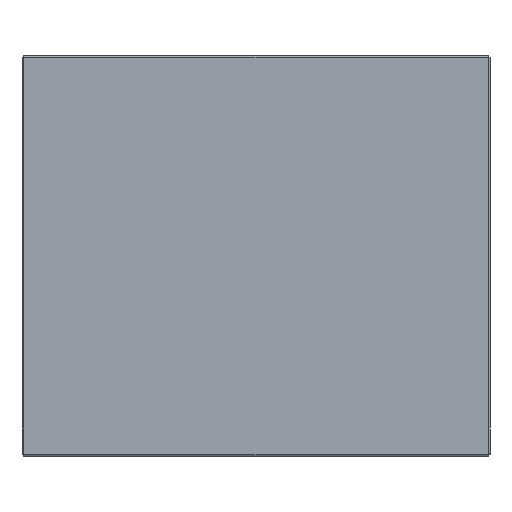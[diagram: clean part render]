
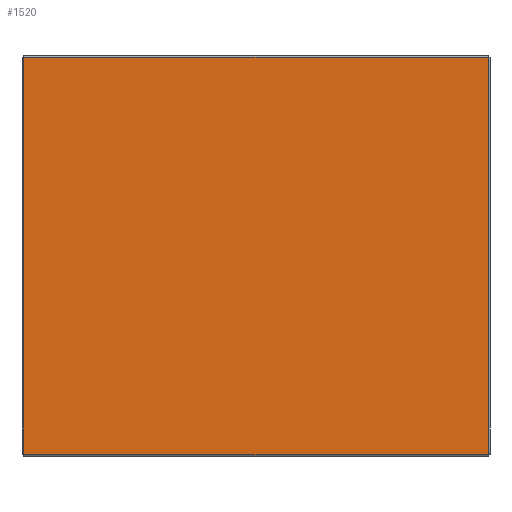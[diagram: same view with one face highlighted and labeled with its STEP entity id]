
A CAD part, top view. The second image highlights one B-rep face of the part: STEP entity #1520.
In plain terms, the highlighted planar face has unit normal (0, 0, 1).
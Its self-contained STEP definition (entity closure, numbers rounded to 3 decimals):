
#1 = CARTESIAN_POINT ( 'NONE',  ( 450., -384.5, 0. ) ) ;
#29 = FACE_OUTER_BOUND ( 'NONE', #1187, .T. ) ;
#40 = VERTEX_POINT ( 'NONE', #1519 ) ;
#132 = CARTESIAN_POINT ( 'NONE',  ( 0., 0., 0. ) ) ;
#162 = ORIENTED_EDGE ( 'NONE', *, *, #832, .F. ) ;
#163 = ORIENTED_EDGE ( 'NONE', *, *, #364, .T. ) ;
#186 = VERTEX_POINT ( 'NONE', #1 ) ;
#196 = AXIS2_PLACEMENT_3D ( 'NONE', #132, #540, #909 ) ;
#295 = ORIENTED_EDGE ( 'NONE', *, *, #1129, .F. ) ;
#318 = CARTESIAN_POINT ( 'NONE',  ( -453., 384.5, 0. ) ) ;
#364 = EDGE_CURVE ( 'NONE', #719, #40, #998, .T. ) ;
#457 = DIRECTION ( 'NONE',  ( -1., 0., 0. ) ) ;
#535 = LINE ( 'NONE', #1389, #1006 ) ;
#540 = DIRECTION ( 'NONE',  ( 0., 0., 1. ) ) ;
#639 = CARTESIAN_POINT ( 'NONE',  ( -450., -384.5, 0. ) ) ;
#650 = CARTESIAN_POINT ( 'NONE',  ( 450., 384.5, 0. ) ) ;
#660 = DIRECTION ( 'NONE',  ( 0., -1., 0. ) ) ;
#690 = ORIENTED_EDGE ( 'NONE', *, *, #1659, .T. ) ;
#719 = VERTEX_POINT ( 'NONE', #913 ) ;
#736 = VECTOR ( 'NONE', #1327, 1000. ) ;
#832 = EDGE_CURVE ( 'NONE', #719, #186, #889, .T. ) ;
#858 = PLANE ( 'NONE',  #196 ) ;
#889 = LINE ( 'NONE', #650, #926 ) ;
#909 = DIRECTION ( 'NONE',  ( 1., 0., 0. ) ) ;
#913 = CARTESIAN_POINT ( 'NONE',  ( 450., 384.5, 0. ) ) ;
#926 = VECTOR ( 'NONE', #660, 1000. ) ;
#998 = LINE ( 'NONE', #318, #1273 ) ;
#1006 = VECTOR ( 'NONE', #1105, 1000. ) ;
#1058 = CARTESIAN_POINT ( 'NONE',  ( -453., -384.5, 0. ) ) ;
#1105 = DIRECTION ( 'NONE',  ( 0., 1., 0. ) ) ;
#1129 = EDGE_CURVE ( 'NONE', #1214, #40, #535, .T. ) ;
#1187 = EDGE_LOOP ( 'NONE', ( #163, #295, #690, #162 ) ) ;
#1214 = VERTEX_POINT ( 'NONE', #639 ) ;
#1273 = VECTOR ( 'NONE', #457, 1000. ) ;
#1327 = DIRECTION ( 'NONE',  ( 1., 0., 0. ) ) ;
#1389 = CARTESIAN_POINT ( 'NONE',  ( -450., -384.5, 0. ) ) ;
#1478 = LINE ( 'NONE', #1058, #736 ) ;
#1519 = CARTESIAN_POINT ( 'NONE',  ( -450., 384.5, 0. ) ) ;
#1520 = ADVANCED_FACE ( 'NONE', ( #29 ), #858, .T. ) ;
#1659 = EDGE_CURVE ( 'NONE', #1214, #186, #1478, .T. ) ;
